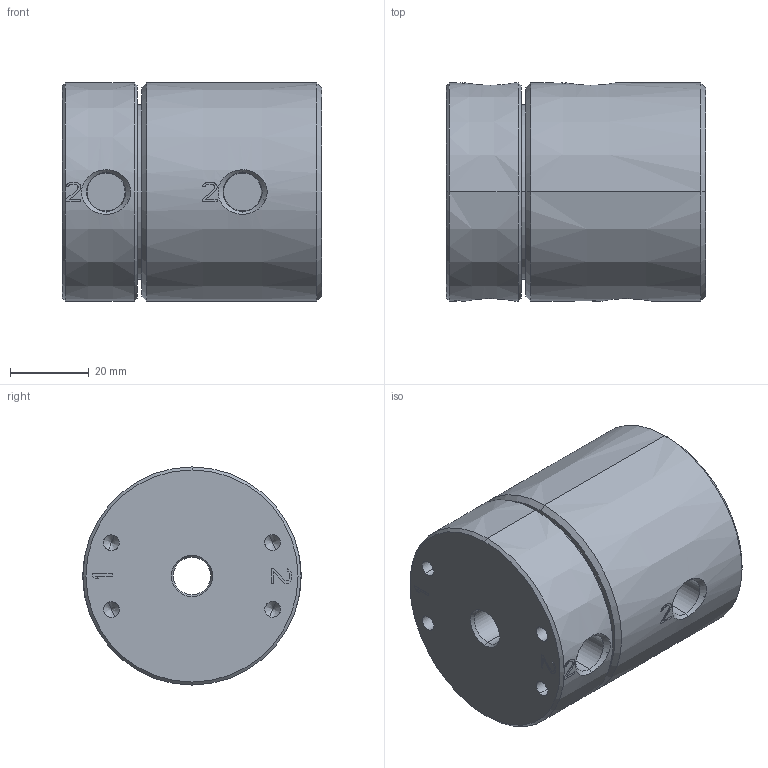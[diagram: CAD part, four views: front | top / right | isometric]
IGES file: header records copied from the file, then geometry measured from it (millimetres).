
Start section:  PTC IGES file: ilcp3224201.igs
Global section: file name: ilcp3224201.igs; native system: Creo Parametric by PTC Inc.; preprocessor: 2021164; author: Jweaver; organization: Unknown; date: 20230218.075922; units: inch
Bounding box: 65.99 x 55.55 x 55.55 mm (x, y, z)
Surface area: 22578.7 mm2 (no closed solid volume)
Topology: 0 solids, 0 shells, 220 faces, 1086 edges, 1070 vertices
Faces by surface type: bspline 122, revolution 98
